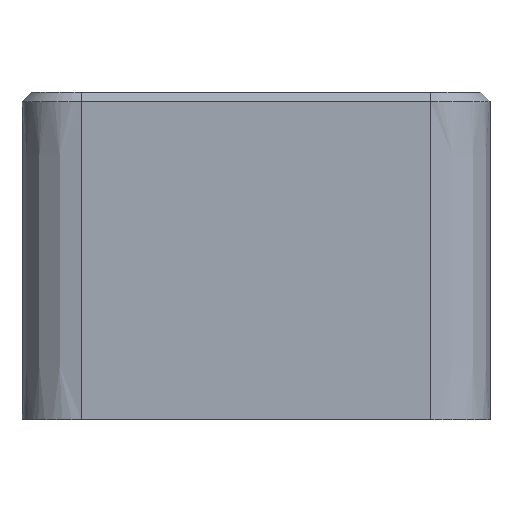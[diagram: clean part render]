
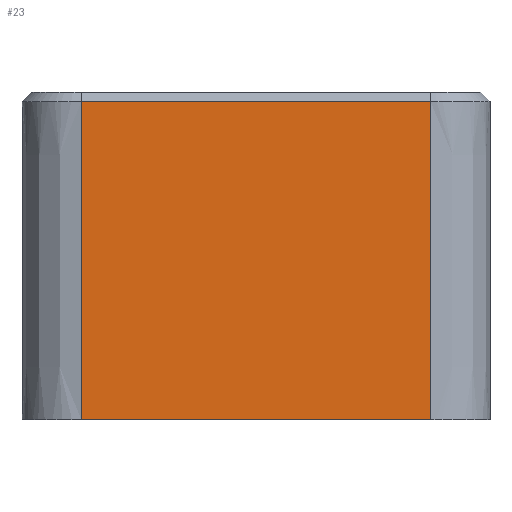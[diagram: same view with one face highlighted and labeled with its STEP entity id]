
A CAD part, left-side view. The second image highlights one B-rep face of the part: STEP entity #23.
In plain terms, the highlighted planar face has unit normal (-1, 0, 0).
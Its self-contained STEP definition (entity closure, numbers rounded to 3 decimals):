
#23=ADVANCED_FACE($,(#49),#295,.T.);
#49=FACE_OUTER_BOUND($,#75,.T.);
#75=EDGE_LOOP($,(#140,#141,#142,#143));
#140=ORIENTED_EDGE($,*,*,#200,.F.);
#141=ORIENTED_EDGE($,*,*,#192,.F.);
#142=ORIENTED_EDGE($,*,*,#223,.F.);
#143=ORIENTED_EDGE($,*,*,#222,.F.);
#192=EDGE_CURVE($,#245,#244,#318,.T.);
#200=EDGE_CURVE($,#244,#266,#302,.T.);
#222=EDGE_CURVE($,#266,#267,#333,.T.);
#223=EDGE_CURVE($,#267,#245,#313,.T.);
#244=VERTEX_POINT($,#842);
#245=VERTEX_POINT($,#843);
#266=VERTEX_POINT($,#864);
#267=VERTEX_POINT($,#865);
#295=PLANE($,#441);
#302=(
BOUNDED_CURVE()
B_SPLINE_CURVE(3,(#476,#477,#478,#479),.UNSPECIFIED.,.F.,.F.)
B_SPLINE_CURVE_WITH_KNOTS((4,4),(0.,34.),.UNSPECIFIED.)
CURVE()
GEOMETRIC_REPRESENTATION_ITEM()
RATIONAL_B_SPLINE_CURVE((1.,1.,1.,1.))
REPRESENTATION_ITEM($)
);
#313=(
BOUNDED_CURVE()
B_SPLINE_CURVE(3,(#580,#581,#582,#583),.UNSPECIFIED.,.F.,.F.)
B_SPLINE_CURVE_WITH_KNOTS((4,4),(1.,35.),.UNSPECIFIED.)
CURVE()
GEOMETRIC_REPRESENTATION_ITEM()
RATIONAL_B_SPLINE_CURVE((1.,1.,1.,1.))
REPRESENTATION_ITEM($)
);
#318=B_SPLINE_CURVE_WITH_KNOTS($,1,(#456,#457),.UNSPECIFIED.,.F.,.F.,(2,
2),(6.35,43.65),.UNSPECIFIED.);
#333=B_SPLINE_CURVE_WITH_KNOTS($,3,(#576,#577,#578,#579),.UNSPECIFIED.,.F.,
.F.,(4,4),(0.,37.3),.UNSPECIFIED.);
#441=AXIS2_PLACEMENT_3D($,#731,#450,$);
#450=DIRECTION($,(-1.,0.,0.));
#456=CARTESIAN_POINT($,(-50.,-18.65,0.));
#457=CARTESIAN_POINT($,(-50.,18.65,0.));
#476=CARTESIAN_POINT($,(-50.,18.65,0.));
#477=CARTESIAN_POINT($,(-50.,18.65,11.333));
#478=CARTESIAN_POINT($,(-50.,18.65,22.667));
#479=CARTESIAN_POINT($,(-50.,18.65,34.));
#576=CARTESIAN_POINT($,(-50.,18.65,34.));
#577=CARTESIAN_POINT($,(-50.,6.217,34.));
#578=CARTESIAN_POINT($,(-50.,-6.217,34.));
#579=CARTESIAN_POINT($,(-50.,-18.65,34.));
#580=CARTESIAN_POINT($,(-50.,-18.65,34.));
#581=CARTESIAN_POINT($,(-50.,-18.65,22.667));
#582=CARTESIAN_POINT($,(-50.,-18.65,11.333));
#583=CARTESIAN_POINT($,(-50.,-18.65,0.));
#731=CARTESIAN_POINT($,(-50.,-18.65,0.));
#842=CARTESIAN_POINT($,(-50.,18.65,0.));
#843=CARTESIAN_POINT($,(-50.,-18.65,0.));
#864=CARTESIAN_POINT($,(-50.,18.65,34.));
#865=CARTESIAN_POINT($,(-50.,-18.65,34.));
